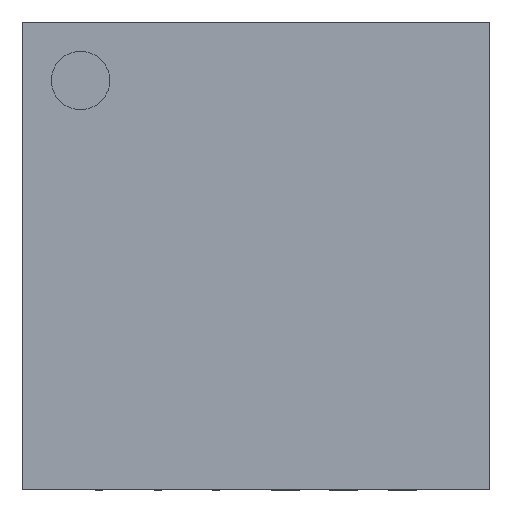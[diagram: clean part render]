
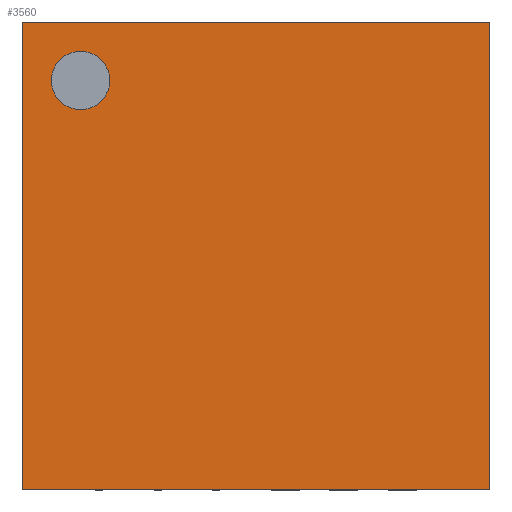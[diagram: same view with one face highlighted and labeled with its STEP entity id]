
A CAD part, top view. The second image highlights one B-rep face of the part: STEP entity #3560.
In plain terms, the highlighted planar face has unit normal (0, 0, 1).
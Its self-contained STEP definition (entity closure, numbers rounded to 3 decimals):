
#230=CARTESIAN_POINT('',(-1.25,1.5,1.0));
#231=VERTEX_POINT('',#230);
#240=CARTESIAN_POINT('',(-1.75,1.5,1.0));
#241=VERTEX_POINT('',#240);
#242=CARTESIAN_POINT('',(-1.5,1.5,1.0));
#243=DIRECTION('',(0.0,0.0,-1.0));
#244=DIRECTION('',(1.0,0.0,0.0));
#245=AXIS2_PLACEMENT_3D('',#242,#243,#244);
#246=CIRCLE('',#245,0.25);
#247=EDGE_CURVE('',#241,#231,#246,.T.);
#281=CARTESIAN_POINT('',(-1.5,1.5,1.0));
#282=DIRECTION('',(0.0,0.0,-1.0));
#283=DIRECTION('',(1.0,0.0,0.0));
#284=AXIS2_PLACEMENT_3D('',#281,#282,#283);
#285=CIRCLE('',#284,0.25);
#286=EDGE_CURVE('',#231,#241,#285,.T.);
#3266=CARTESIAN_POINT('',(-2.,-2.,1.0));
#3267=VERTEX_POINT('',#3266);
#3274=CARTESIAN_POINT('',(-2.,2.,1.0));
#3275=VERTEX_POINT('',#3274);
#3276=CARTESIAN_POINT('',(-2.,2.,1.0));
#3277=DIRECTION('',(0.0,-1.0,0.0));
#3278=VECTOR('',#3277,4.0);
#3279=LINE('',#3276,#3278);
#3280=EDGE_CURVE('',#3275,#3267,#3279,.T.);
#3360=CARTESIAN_POINT('',(2.,-2.,1.0));
#3361=VERTEX_POINT('',#3360);
#3368=CARTESIAN_POINT('',(-2.,-2.,1.0));
#3369=DIRECTION('',(1.0,0.0,0.0));
#3370=VECTOR('',#3369,4.0);
#3371=LINE('',#3368,#3370);
#3372=EDGE_CURVE('',#3267,#3361,#3371,.T.);
#3445=CARTESIAN_POINT('',(2.,2.,1.0));
#3446=VERTEX_POINT('',#3445);
#3453=CARTESIAN_POINT('',(2.,-2.,1.0));
#3454=DIRECTION('',(0.0,1.0,0.0));
#3455=VECTOR('',#3454,4.0);
#3456=LINE('',#3453,#3455);
#3457=EDGE_CURVE('',#3361,#3446,#3456,.T.);
#3529=CARTESIAN_POINT('',(2.,2.,1.0));
#3530=DIRECTION('',(-1.0,0.0,0.0));
#3531=VECTOR('',#3530,4.0);
#3532=LINE('',#3529,#3531);
#3533=EDGE_CURVE('',#3446,#3275,#3532,.T.);
#3545=CARTESIAN_POINT('',(0.0,0.0,1.0));
#3546=DIRECTION('',(0.0,0.0,1.0));
#3547=DIRECTION('',(0.0,-1.0,0.0));
#3548=AXIS2_PLACEMENT_3D('',#3545,#3546,#3547);
#3549=PLANE('',#3548);
#3550=ORIENTED_EDGE('',*,*,#3372,.T.);
#3551=ORIENTED_EDGE('',*,*,#3457,.T.);
#3552=ORIENTED_EDGE('',*,*,#3533,.T.);
#3553=ORIENTED_EDGE('',*,*,#3280,.T.);
#3554=EDGE_LOOP('',(#3550,#3551,#3552,#3553));
#3555=FACE_OUTER_BOUND('',#3554,.T.);
#3556=ORIENTED_EDGE('',*,*,#286,.T.);
#3557=ORIENTED_EDGE('',*,*,#247,.T.);
#3558=EDGE_LOOP('',(#3556,#3557));
#3559=FACE_BOUND('',#3558,.T.);
#3560=ADVANCED_FACE('',(#3555,#3559),#3549,.T.);
